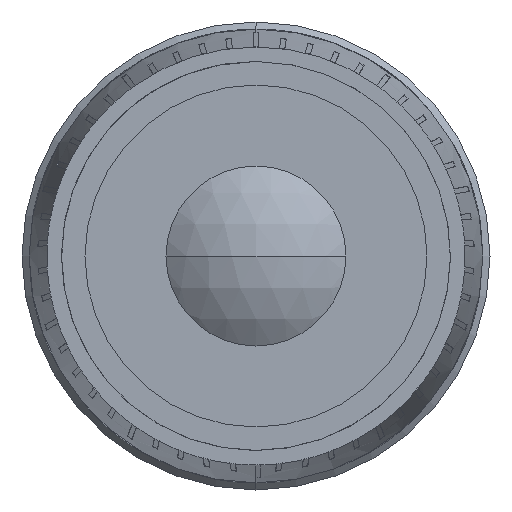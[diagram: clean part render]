
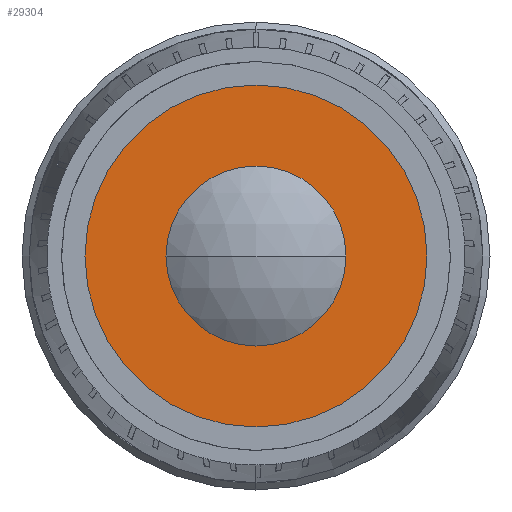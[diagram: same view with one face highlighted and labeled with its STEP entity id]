
A CAD part, left-side view. The second image highlights one B-rep face of the part: STEP entity #29304.
In plain terms, the highlighted planar face has unit normal (-1, 0, 0).
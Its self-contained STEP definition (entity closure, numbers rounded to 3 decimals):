
#618 = CARTESIAN_POINT ( 'NONE',  ( 16.622, 2.5, 0. ) ) ;
#885 = CIRCLE ( 'NONE', #16924, 4.75 ) ;
#1118 = EDGE_LOOP ( 'NONE', ( #20868, #2375 ) ) ;
#1221 = FACE_BOUND ( 'NONE', #29469, .T. ) ;
#1254 = DIRECTION ( 'NONE',  ( 0., 0., 1. ) ) ;
#1272 = DIRECTION ( 'NONE',  ( -1., 0., 0. ) ) ;
#1844 = VERTEX_POINT ( 'NONE', #10129 ) ;
#2375 = ORIENTED_EDGE ( 'NONE', *, *, #7035, .T. ) ;
#6759 = DIRECTION ( 'NONE',  ( 1., 0., 0. ) ) ;
#7035 = EDGE_CURVE ( 'NONE', #1844, #16344, #30587, .T. ) ;
#8454 = DIRECTION ( 'NONE',  ( -1., 0., 0. ) ) ;
#8534 = ORIENTED_EDGE ( 'NONE', *, *, #30510, .F. ) ;
#8782 = CIRCLE ( 'NONE', #38089, 2.5 ) ;
#10129 = CARTESIAN_POINT ( 'NONE',  ( 16.622, 0., -4.75 ) ) ;
#11519 = CARTESIAN_POINT ( 'NONE',  ( 16.622, 0., 0. ) ) ;
#12267 = AXIS2_PLACEMENT_3D ( 'NONE', #618, #6759, #28024 ) ;
#14551 = DIRECTION ( 'NONE',  ( 0., 0., 1. ) ) ;
#16344 = VERTEX_POINT ( 'NONE', #19785 ) ;
#16924 = AXIS2_PLACEMENT_3D ( 'NONE', #37752, #19502, #1254 ) ;
#17530 = VERTEX_POINT ( 'NONE', #26553 ) ;
#19502 = DIRECTION ( 'NONE',  ( -1., 0., 0. ) ) ;
#19520 = CARTESIAN_POINT ( 'NONE',  ( 16.622, 0., 0. ) ) ;
#19785 = CARTESIAN_POINT ( 'NONE',  ( 16.622, 0., 4.75 ) ) ;
#20868 = ORIENTED_EDGE ( 'NONE', *, *, #21767, .T. ) ;
#21767 = EDGE_CURVE ( 'NONE', #16344, #1844, #885, .T. ) ;
#22567 = DIRECTION ( 'NONE',  ( 0., 0., 1. ) ) ;
#24974 = PLANE ( 'NONE',  #12267 ) ;
#25739 = EDGE_CURVE ( 'NONE', #26712, #17530, #26956, .T. ) ;
#26256 = AXIS2_PLACEMENT_3D ( 'NONE', #19520, #1272, #22567 ) ;
#26553 = CARTESIAN_POINT ( 'NONE',  ( 16.622, 0., -2.5 ) ) ;
#26691 = CARTESIAN_POINT ( 'NONE',  ( 16.622, 0., 0. ) ) ;
#26712 = VERTEX_POINT ( 'NONE', #38546 ) ;
#26956 = CIRCLE ( 'NONE', #26256, 2.5 ) ;
#28024 = DIRECTION ( 'NONE',  ( 0., 0., -1. ) ) ;
#29304 = ADVANCED_FACE ( 'NONE', ( #1221, #33623 ), #24974, .F. ) ;
#29469 = EDGE_LOOP ( 'NONE', ( #31434, #8534 ) ) ;
#29767 = DIRECTION ( 'NONE',  ( 0., 0., 1. ) ) ;
#30510 = EDGE_CURVE ( 'NONE', #17530, #26712, #8782, .T. ) ;
#30587 = CIRCLE ( 'NONE', #37522, 4.75 ) ;
#31434 = ORIENTED_EDGE ( 'NONE', *, *, #25739, .F. ) ;
#32852 = DIRECTION ( 'NONE',  ( -1., 0., 0. ) ) ;
#33623 = FACE_OUTER_BOUND ( 'NONE', #1118, .T. ) ;
#37522 = AXIS2_PLACEMENT_3D ( 'NONE', #26691, #8454, #29767 ) ;
#37752 = CARTESIAN_POINT ( 'NONE',  ( 16.622, 0., 0. ) ) ;
#38089 = AXIS2_PLACEMENT_3D ( 'NONE', #11519, #32852, #14551 ) ;
#38546 = CARTESIAN_POINT ( 'NONE',  ( 16.622, 0., 2.5 ) ) ;
